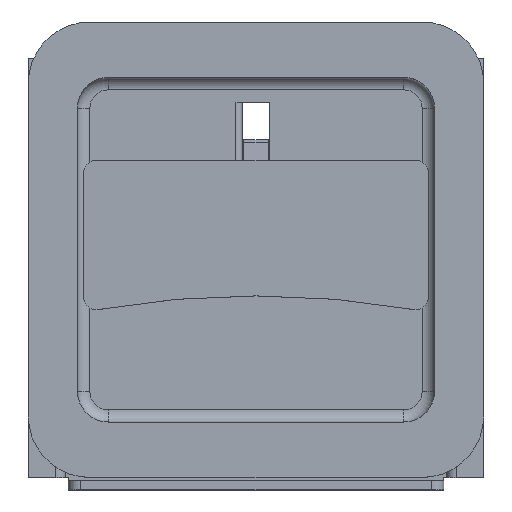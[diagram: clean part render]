
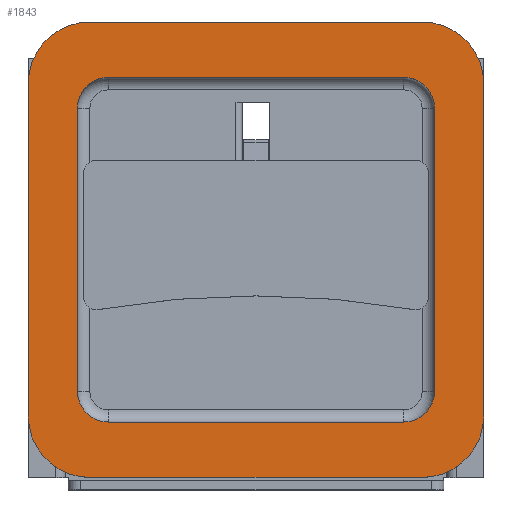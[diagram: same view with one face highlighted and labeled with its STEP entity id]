
A CAD part, top view. The second image highlights one B-rep face of the part: STEP entity #1843.
In plain terms, the highlighted planar face has unit normal (0, 0, 1).
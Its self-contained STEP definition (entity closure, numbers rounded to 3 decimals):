
#521 = AXIS2_PLACEMENT_3D ( 'NONE', #5976, #5977, #5978 ) ;
#1843 = ADVANCED_FACE ( 'NONE', ( #6266, #6267 ), #5975, .F. ) ;
#2204 = EDGE_LOOP ( 'NONE', ( #3768, #3770, #3769, #3771, #3772, #3773, #3774, #3775 ) ) ;
#2205 = EDGE_LOOP ( 'NONE', ( #3776, #3778, #3777, #3779, #3780, #3781, #3782, #3783 ) ) ;
#2600 = VERTEX_POINT ( 'NONE', #8547 ) ;
#2601 = VERTEX_POINT ( 'NONE', #8548 ) ;
#2602 = VERTEX_POINT ( 'NONE', #8549 ) ;
#2603 = VERTEX_POINT ( 'NONE', #8550 ) ;
#2604 = VERTEX_POINT ( 'NONE', #8551 ) ;
#2605 = VERTEX_POINT ( 'NONE', #8552 ) ;
#2606 = VERTEX_POINT ( 'NONE', #8553 ) ;
#2607 = VERTEX_POINT ( 'NONE', #8554 ) ;
#2608 = VERTEX_POINT ( 'NONE', #8555 ) ;
#2609 = VERTEX_POINT ( 'NONE', #8556 ) ;
#2610 = VERTEX_POINT ( 'NONE', #8557 ) ;
#2611 = VERTEX_POINT ( 'NONE', #8558 ) ;
#2612 = VERTEX_POINT ( 'NONE', #8559 ) ;
#2613 = VERTEX_POINT ( 'NONE', #8560 ) ;
#2614 = VERTEX_POINT ( 'NONE', #8561 ) ;
#2615 = VERTEX_POINT ( 'NONE', #8562 ) ;
#3378 = EDGE_CURVE ( 'NONE', #2601, #2602, #6562, .T. ) ;
#3379 = EDGE_CURVE ( 'NONE', #2600, #2601, #8011, .T. ) ;
#3380 = EDGE_CURVE ( 'NONE', #2602, #2603, #8002, .T. ) ;
#3381 = EDGE_CURVE ( 'NONE', #2603, #2604, #6563, .T. ) ;
#3382 = EDGE_CURVE ( 'NONE', #2604, #2605, #8006, .T. ) ;
#3383 = EDGE_CURVE ( 'NONE', #2605, #2606, #6564, .T. ) ;
#3384 = EDGE_CURVE ( 'NONE', #2606, #2607, #8010, .T. ) ;
#3385 = EDGE_CURVE ( 'NONE', #2610, #2608, #6565, .T. ) ;
#3386 = EDGE_CURVE ( 'NONE', #2607, #2600, #6566, .T. ) ;
#3387 = EDGE_CURVE ( 'NONE', #2608, #2609, #8019, .T. ) ;
#3388 = EDGE_CURVE ( 'NONE', #2611, #2610, #8023, .T. ) ;
#3389 = EDGE_CURVE ( 'NONE', #2612, #2611, #6567, .T. ) ;
#3390 = EDGE_CURVE ( 'NONE', #2613, #2612, #8026, .T. ) ;
#3391 = EDGE_CURVE ( 'NONE', #2614, #2613, #6568, .T. ) ;
#3392 = EDGE_CURVE ( 'NONE', #2615, #2614, #8030, .T. ) ;
#3393 = EDGE_CURVE ( 'NONE', #2609, #2615, #6569, .T. ) ;
#3768 = ORIENTED_EDGE ( 'NONE', *, *, #3379, .T. ) ;
#3769 = ORIENTED_EDGE ( 'NONE', *, *, #3380, .T. ) ;
#3770 = ORIENTED_EDGE ( 'NONE', *, *, #3378, .T. ) ;
#3771 = ORIENTED_EDGE ( 'NONE', *, *, #3381, .T. ) ;
#3772 = ORIENTED_EDGE ( 'NONE', *, *, #3382, .T. ) ;
#3773 = ORIENTED_EDGE ( 'NONE', *, *, #3383, .T. ) ;
#3774 = ORIENTED_EDGE ( 'NONE', *, *, #3384, .T. ) ;
#3775 = ORIENTED_EDGE ( 'NONE', *, *, #3386, .T. ) ;
#3776 = ORIENTED_EDGE ( 'NONE', *, *, #3387, .F. ) ;
#3777 = ORIENTED_EDGE ( 'NONE', *, *, #3388, .F. ) ;
#3778 = ORIENTED_EDGE ( 'NONE', *, *, #3385, .F. ) ;
#3779 = ORIENTED_EDGE ( 'NONE', *, *, #3389, .F. ) ;
#3780 = ORIENTED_EDGE ( 'NONE', *, *, #3390, .F. ) ;
#3781 = ORIENTED_EDGE ( 'NONE', *, *, #3391, .F. ) ;
#3782 = ORIENTED_EDGE ( 'NONE', *, *, #3392, .F. ) ;
#3783 = ORIENTED_EDGE ( 'NONE', *, *, #3393, .F. ) ;
#5975 = PLANE ( 'NONE',  #521 ) ;
#5976 = CARTESIAN_POINT ( 'NONE',  ( 27., 27., 1. ) ) ;
#5977 = DIRECTION ( 'NONE',  ( 0., 0., -1. ) ) ;
#5978 = DIRECTION ( 'NONE',  ( -1., 0., 0. ) ) ;
#6266 = FACE_OUTER_BOUND ( 'NONE', #2204, .T. ) ;
#6267 = FACE_BOUND ( 'NONE', #2205, .T. ) ;
#6562 = LINE ( 'NONE', #9135, #8012 ) ;
#6563 = LINE ( 'NONE', #9143, #8015 ) ;
#6564 = LINE ( 'NONE', #9148, #8017 ) ;
#6565 = LINE ( 'NONE', #9153, #8020 ) ;
#6566 = LINE ( 'NONE', #9155, #8021 ) ;
#6567 = LINE ( 'NONE', #9163, #8027 ) ;
#6568 = LINE ( 'NONE', #9168, #8031 ) ;
#6569 = LINE ( 'NONE', #9173, #8034 ) ;
#8002 = CIRCLE ( 'NONE', #8014, 10. ) ;
#8006 = CIRCLE ( 'NONE', #8016, 10. ) ;
#8010 = CIRCLE ( 'NONE', #8018, 10. ) ;
#8011 = CIRCLE ( 'NONE', #8013, 10. ) ;
#8012 = VECTOR ( 'NONE', #9136, 1000. ) ;
#8013 = AXIS2_PLACEMENT_3D ( 'NONE', #9137, #9138, #9139 ) ;
#8014 = AXIS2_PLACEMENT_3D ( 'NONE', #9140, #9141, #9142 ) ;
#8015 = VECTOR ( 'NONE', #9144, 1000. ) ;
#8016 = AXIS2_PLACEMENT_3D ( 'NONE', #9145, #9146, #9147 ) ;
#8017 = VECTOR ( 'NONE', #9149, 1000. ) ;
#8018 = AXIS2_PLACEMENT_3D ( 'NONE', #9150, #9151, #9152 ) ;
#8019 = CIRCLE ( 'NONE', #8022, 5. ) ;
#8020 = VECTOR ( 'NONE', #9154, 1000. ) ;
#8021 = VECTOR ( 'NONE', #9156, 1000. ) ;
#8022 = AXIS2_PLACEMENT_3D ( 'NONE', #9157, #9158, #9159 ) ;
#8023 = CIRCLE ( 'NONE', #8024, 5. ) ;
#8024 = AXIS2_PLACEMENT_3D ( 'NONE', #9160, #9161, #9162 ) ;
#8026 = CIRCLE ( 'NONE', #8028, 5. ) ;
#8027 = VECTOR ( 'NONE', #9164, 1000. ) ;
#8028 = AXIS2_PLACEMENT_3D ( 'NONE', #9165, #9166, #9167 ) ;
#8030 = CIRCLE ( 'NONE', #8032, 5. ) ;
#8031 = VECTOR ( 'NONE', #9169, 1000. ) ;
#8032 = AXIS2_PLACEMENT_3D ( 'NONE', #9170, #9171, #9172 ) ;
#8034 = VECTOR ( 'NONE', #9174, 1000. ) ;
#8547 = CARTESIAN_POINT ( 'NONE',  ( 37., 27., 1. ) ) ;
#8548 = CARTESIAN_POINT ( 'NONE',  ( 27., 37., 1. ) ) ;
#8549 = CARTESIAN_POINT ( 'NONE',  ( -27., 37., 1. ) ) ;
#8550 = CARTESIAN_POINT ( 'NONE',  ( -37., 27., 1. ) ) ;
#8551 = CARTESIAN_POINT ( 'NONE',  ( -37., -27., 1. ) ) ;
#8552 = CARTESIAN_POINT ( 'NONE',  ( -27., -37., 1. ) ) ;
#8553 = CARTESIAN_POINT ( 'NONE',  ( 27., -37., 1. ) ) ;
#8554 = CARTESIAN_POINT ( 'NONE',  ( 37., -27., 1. ) ) ;
#8555 = CARTESIAN_POINT ( 'NONE',  ( -29., -23., 1. ) ) ;
#8556 = CARTESIAN_POINT ( 'NONE',  ( -24., -28., 1. ) ) ;
#8557 = CARTESIAN_POINT ( 'NONE',  ( -29., 23., 1. ) ) ;
#8558 = CARTESIAN_POINT ( 'NONE',  ( -24., 28., 1. ) ) ;
#8559 = CARTESIAN_POINT ( 'NONE',  ( 24., 28., 1. ) ) ;
#8560 = CARTESIAN_POINT ( 'NONE',  ( 29., 23., 1. ) ) ;
#8561 = CARTESIAN_POINT ( 'NONE',  ( 29., -23., 1. ) ) ;
#8562 = CARTESIAN_POINT ( 'NONE',  ( 24., -28., 1. ) ) ;
#9135 = CARTESIAN_POINT ( 'NONE',  ( -27., 37., 1. ) ) ;
#9136 = DIRECTION ( 'NONE',  ( -1., 0., 0. ) ) ;
#9137 = CARTESIAN_POINT ( 'NONE',  ( 27., 27., 1. ) ) ;
#9138 = DIRECTION ( 'NONE',  ( 0., 0., 1. ) ) ;
#9139 = DIRECTION ( 'NONE',  ( -1., 0., 0. ) ) ;
#9140 = CARTESIAN_POINT ( 'NONE',  ( -27., 27., 1. ) ) ;
#9141 = DIRECTION ( 'NONE',  ( 0., 0., 1. ) ) ;
#9142 = DIRECTION ( 'NONE',  ( -1., 0., 0. ) ) ;
#9143 = CARTESIAN_POINT ( 'NONE',  ( -37., 27., 1. ) ) ;
#9144 = DIRECTION ( 'NONE',  ( 0., -1., 0. ) ) ;
#9145 = CARTESIAN_POINT ( 'NONE',  ( -27., -27., 1. ) ) ;
#9146 = DIRECTION ( 'NONE',  ( 0., 0., 1. ) ) ;
#9147 = DIRECTION ( 'NONE',  ( -1., 0., 0. ) ) ;
#9148 = CARTESIAN_POINT ( 'NONE',  ( -27., -37., 1. ) ) ;
#9149 = DIRECTION ( 'NONE',  ( 1., 0., 0. ) ) ;
#9150 = CARTESIAN_POINT ( 'NONE',  ( 27., -27., 1. ) ) ;
#9151 = DIRECTION ( 'NONE',  ( 0., 0., 1. ) ) ;
#9152 = DIRECTION ( 'NONE',  ( -1., 0., 0. ) ) ;
#9153 = CARTESIAN_POINT ( 'NONE',  ( -29., 23., 1. ) ) ;
#9154 = DIRECTION ( 'NONE',  ( 0., -1., 0. ) ) ;
#9155 = CARTESIAN_POINT ( 'NONE',  ( 37., 27., 1. ) ) ;
#9156 = DIRECTION ( 'NONE',  ( 0., 1., 0. ) ) ;
#9157 = CARTESIAN_POINT ( 'NONE',  ( -24., -23., 1. ) ) ;
#9158 = DIRECTION ( 'NONE',  ( 0., 0., 1. ) ) ;
#9159 = DIRECTION ( 'NONE',  ( 1., 0., 0. ) ) ;
#9160 = CARTESIAN_POINT ( 'NONE',  ( -24., 23., 1. ) ) ;
#9161 = DIRECTION ( 'NONE',  ( 0., 0., 1. ) ) ;
#9162 = DIRECTION ( 'NONE',  ( -1., 0., 0. ) ) ;
#9163 = CARTESIAN_POINT ( 'NONE',  ( -24., 28., 1. ) ) ;
#9164 = DIRECTION ( 'NONE',  ( -1., 0., 0. ) ) ;
#9165 = CARTESIAN_POINT ( 'NONE',  ( 24., 23., 1. ) ) ;
#9166 = DIRECTION ( 'NONE',  ( 0., 0., 1. ) ) ;
#9167 = DIRECTION ( 'NONE',  ( 1., 0., 0. ) ) ;
#9168 = CARTESIAN_POINT ( 'NONE',  ( 29., 23., 1. ) ) ;
#9169 = DIRECTION ( 'NONE',  ( 0., 1., 0. ) ) ;
#9170 = CARTESIAN_POINT ( 'NONE',  ( 24., -23., 1. ) ) ;
#9171 = DIRECTION ( 'NONE',  ( 0., 0., 1. ) ) ;
#9172 = DIRECTION ( 'NONE',  ( 1., 0., 0. ) ) ;
#9173 = CARTESIAN_POINT ( 'NONE',  ( -24., -28., 1. ) ) ;
#9174 = DIRECTION ( 'NONE',  ( 1., 0., 0. ) ) ;
